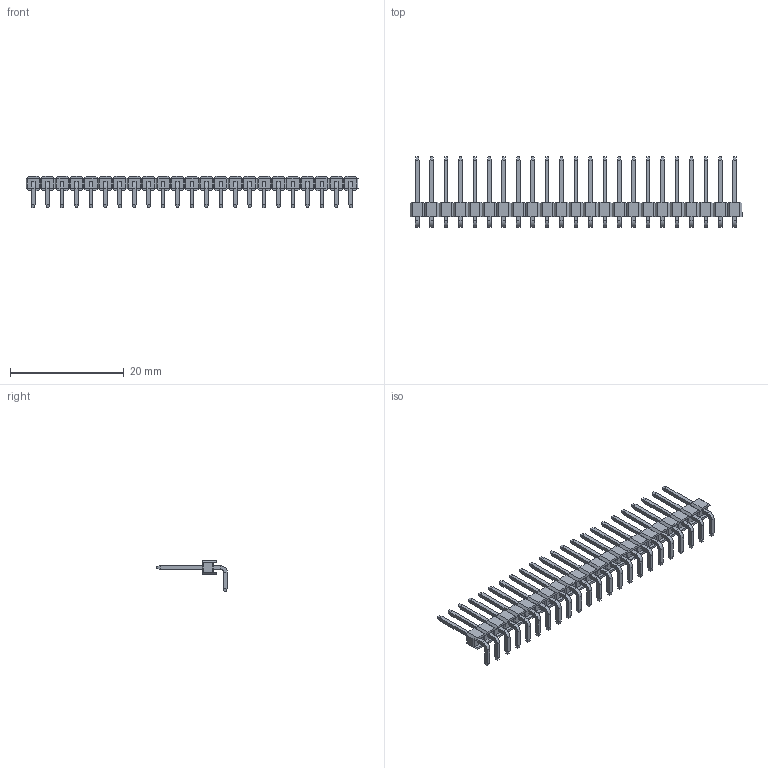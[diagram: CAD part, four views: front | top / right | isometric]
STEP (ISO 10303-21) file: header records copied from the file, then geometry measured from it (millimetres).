
FILE_DESCRIPTION (( 'STEP AP214' ), '1' );
FILE_NAME ('1x23 Male Pin Header Angle.STEP', '2021-11-12T11:36:16', ( 'M.B.I.' ), ( '' ), 'SwSTEP 2.0', '', '' );
FILE_SCHEMA (( 'AUTOMOTIVE_DESIGN' ));
Length unit declared in the file: millimetre
Products named in the file (1): 1x23 Male Pin Header Angle
Bounding box: 58.42 x 12.36 x 5.5 mm (x, y, z)
Volume: 423.8 mm3; surface area: 1749.3 mm2
Topology: 27 solids, 27 shells, 1090 faces, 2678 edges, 1642 vertices
Faces by surface type: plane 1044, cylinder 46
Entity records: 31314 total; most frequent: CARTESIAN_POINT 5411, ORIENTED_EDGE 5356, DIRECTION 4952, EDGE_CURVE 2678, VECTOR 2586, LINE 2586, VERTEX_POINT 1642, AXIS2_PLACEMENT_3D 1183
